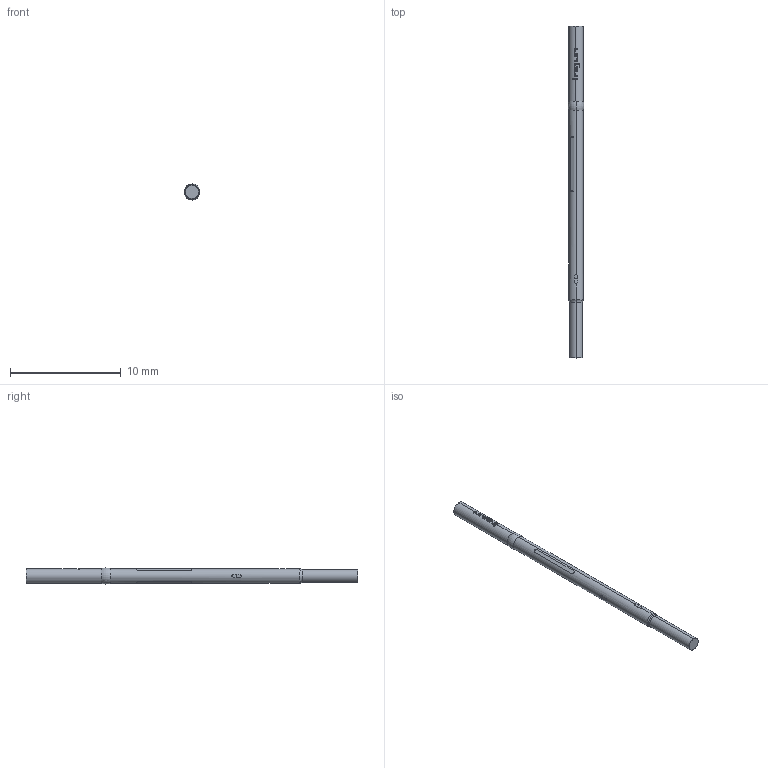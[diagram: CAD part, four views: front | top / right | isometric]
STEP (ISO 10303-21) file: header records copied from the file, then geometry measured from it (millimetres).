
FILE_DESCRIPTION (( 'STEP AP203' ), '1' );
FILE_NAME ('INGUN_KS-075_35_G.STEP', '2022-02-09T05:07:40', ( 'ochi' ), ( '' ), 'SwSTEP 2.0', 'SolidWorks 2018', '' );
FILE_SCHEMA (( 'CONFIG_CONTROL_DESIGN' ));
Length unit declared in the file: millimetre
Products named in the file (1): INGUN_KS-075_35_G
Bounding box: 1.44 x 30 x 1.45 mm (x, y, z)
Volume: 39.6 mm3; surface area: 124.8 mm2
Topology: 1 solids, 1 shells, 110 faces, 298 edges, 196 vertices
Faces by surface type: plane 45, cylinder 37, bspline 22, torus 6
Entity records: 4655 total; most frequent: CARTESIAN_POINT 2327, ORIENTED_EDGE 596, EDGE_CURVE 298, DIRECTION 258, B_SPLINE_CURVE_WITH_KNOTS 238, VERTEX_POINT 196, EDGE_LOOP 116, FACE_OUTER_BOUND 110
